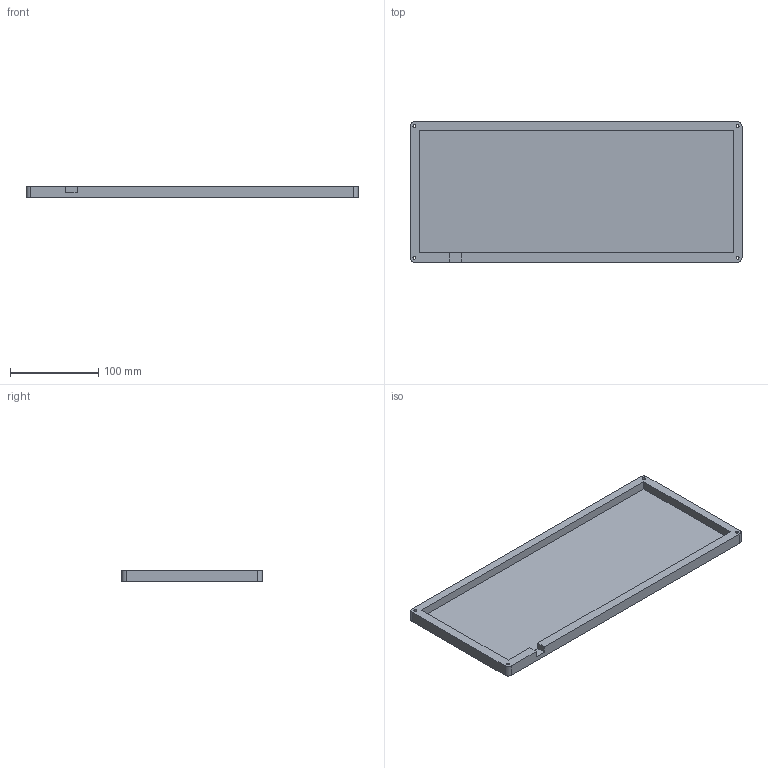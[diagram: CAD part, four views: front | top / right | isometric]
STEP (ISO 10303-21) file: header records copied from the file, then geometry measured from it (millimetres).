
FILE_DESCRIPTION(/* description */ (''),/* implementation_level */ '2;1');
FILE_NAME(/* name */ 'bottom.step',/* time_stamp */ '2026-01-17T22:43:59+05:30',/* author */ (''),/* organization */ (''),/* preprocessor_version */ 'ST-DEVELOPER v20.1',/* originating_system */ 'Autodesk Translation Framework v14.21.0.0',/* authorisation */ '');
FILE_SCHEMA (('AUTOMOTIVE_DESIGN { 1 0 10303 214 3 1 1 }'));
Length unit declared in the file: millimetre
Products named in the file (2): 2026-01-15-19-49-21-272; 2026-01-15-19-52-15-500
Assembly tree (1 placements, depth 2):
  2026-01-15-19-49-21-272
    2026-01-15-19-52-15-500
Bounding box: 376.48 x 158.99 x 13 mm (x, y, z)
Volume: 278895.7 mm3; surface area: 144410.4 mm2
Topology: 1 solids, 1 shells, 311 faces, 852 edges, 568 vertices
Faces by surface type: bspline 179, plane 120, cylinder 12
Full cylindrical faces by diameter (mm): 3.4 x4, 6 x4
Entity records: 11529 total; most frequent: CARTESIAN_POINT 4777, ORIENTED_EDGE 1704, EDGE_CURVE 852, DIRECTION 788, VERTEX_POINT 568, LINE 470, VECTOR 470, B_SPLINE_CURVE_WITH_KNOTS 358
